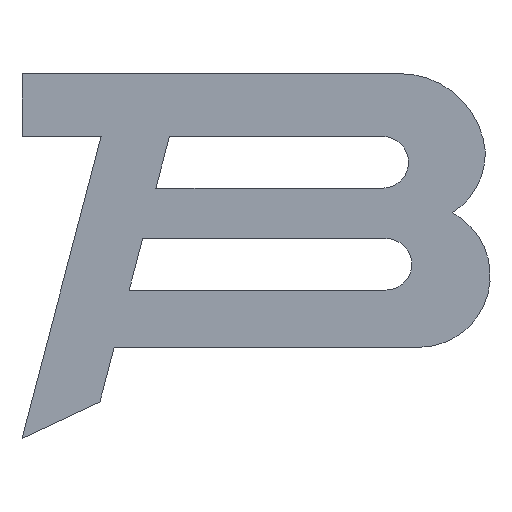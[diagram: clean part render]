
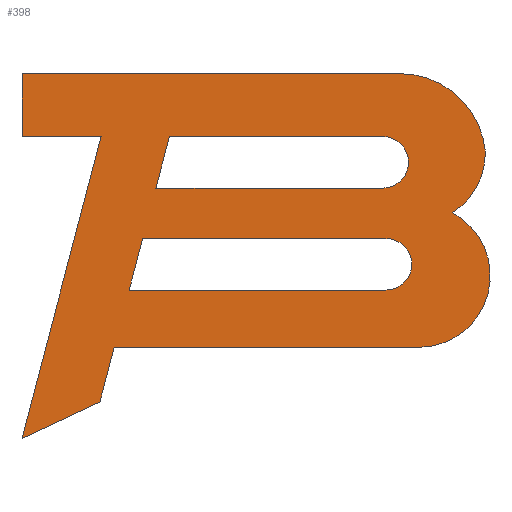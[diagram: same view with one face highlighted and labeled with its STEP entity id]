
A CAD part, top view. The second image highlights one B-rep face of the part: STEP entity #398.
In plain terms, the highlighted planar face has unit normal (0, 0, 1).
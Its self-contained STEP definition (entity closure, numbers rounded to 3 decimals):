
#14=FACE_BOUND('',#74,.T.);
#15=FACE_BOUND('',#75,.T.);
#21=CIRCLE('',#418,0.034);
#23=CIRCLE('',#424,0.034);
#25=CIRCLE('',#435,0.114);
#27=CIRCLE('',#438,0.095);
#29=CIRCLE('',#441,0.095);
#53=FACE_OUTER_BOUND('',#73,.T.);
#73=EDGE_LOOP('',(#329,#330,#331,#332,#333,#334,#335,#336,#337,#338));
#74=EDGE_LOOP('',(#339,#340,#341,#342));
#75=EDGE_LOOP('',(#343,#344,#345,#346));
#81=LINE('',#558,#125);
#84=LINE('',#564,#128);
#88=LINE('',#574,#132);
#91=LINE('',#582,#135);
#94=LINE('',#588,#138);
#98=LINE('',#598,#142);
#101=LINE('',#606,#145);
#104=LINE('',#612,#148);
#107=LINE('',#618,#151);
#110=LINE('',#624,#154);
#113=LINE('',#630,#157);
#116=LINE('',#636,#160);
#119=LINE('',#642,#163);
#125=VECTOR('',#450,0.379);
#128=VECTOR('',#455,0.379);
#132=VECTOR('',#467,0.379);
#135=VECTOR('',#472,0.379);
#138=VECTOR('',#477,0.379);
#142=VECTOR('',#489,0.379);
#145=VECTOR('',#494,0.379);
#148=VECTOR('',#499,0.379);
#151=VECTOR('',#504,0.379);
#154=VECTOR('',#509,0.379);
#157=VECTOR('',#514,0.379);
#160=VECTOR('',#519,0.379);
#163=VECTOR('',#524,0.379);
#169=VERTEX_POINT('',#555);
#170=VERTEX_POINT('',#557);
#172=VERTEX_POINT('',#563);
#174=VERTEX_POINT('',#569);
#177=VERTEX_POINT('',#579);
#178=VERTEX_POINT('',#581);
#180=VERTEX_POINT('',#587);
#182=VERTEX_POINT('',#593);
#185=VERTEX_POINT('',#603);
#186=VERTEX_POINT('',#605);
#188=VERTEX_POINT('',#611);
#190=VERTEX_POINT('',#617);
#192=VERTEX_POINT('',#623);
#194=VERTEX_POINT('',#629);
#196=VERTEX_POINT('',#635);
#198=VERTEX_POINT('',#641);
#200=VERTEX_POINT('',#647);
#202=VERTEX_POINT('',#653);
#205=EDGE_CURVE('',#170,#169,#81,.T.);
#208=EDGE_CURVE('',#172,#170,#84,.T.);
#211=EDGE_CURVE('',#174,#172,#21,.T.);
#214=EDGE_CURVE('',#169,#174,#88,.T.);
#217=EDGE_CURVE('',#178,#177,#91,.T.);
#220=EDGE_CURVE('',#180,#178,#94,.T.);
#223=EDGE_CURVE('',#182,#180,#23,.T.);
#226=EDGE_CURVE('',#177,#182,#98,.T.);
#229=EDGE_CURVE('',#186,#185,#101,.T.);
#232=EDGE_CURVE('',#188,#186,#104,.T.);
#235=EDGE_CURVE('',#190,#188,#107,.T.);
#238=EDGE_CURVE('',#192,#190,#110,.T.);
#241=EDGE_CURVE('',#194,#192,#113,.T.);
#244=EDGE_CURVE('',#196,#194,#116,.T.);
#247=EDGE_CURVE('',#198,#196,#119,.T.);
#250=EDGE_CURVE('',#200,#198,#25,.T.);
#253=EDGE_CURVE('',#202,#200,#27,.T.);
#256=EDGE_CURVE('',#185,#202,#29,.T.);
#329=ORIENTED_EDGE('',*,*,#256,.T.);
#330=ORIENTED_EDGE('',*,*,#253,.T.);
#331=ORIENTED_EDGE('',*,*,#250,.T.);
#332=ORIENTED_EDGE('',*,*,#247,.T.);
#333=ORIENTED_EDGE('',*,*,#244,.T.);
#334=ORIENTED_EDGE('',*,*,#241,.T.);
#335=ORIENTED_EDGE('',*,*,#238,.T.);
#336=ORIENTED_EDGE('',*,*,#235,.T.);
#337=ORIENTED_EDGE('',*,*,#232,.T.);
#338=ORIENTED_EDGE('',*,*,#229,.T.);
#339=ORIENTED_EDGE('',*,*,#226,.T.);
#340=ORIENTED_EDGE('',*,*,#223,.T.);
#341=ORIENTED_EDGE('',*,*,#220,.T.);
#342=ORIENTED_EDGE('',*,*,#217,.T.);
#343=ORIENTED_EDGE('',*,*,#214,.T.);
#344=ORIENTED_EDGE('',*,*,#211,.T.);
#345=ORIENTED_EDGE('',*,*,#208,.T.);
#346=ORIENTED_EDGE('',*,*,#205,.T.);
#378=PLANE('',#442);
#398=ADVANCED_FACE('',(#53,#14,#15),#378,.T.);
#418=AXIS2_PLACEMENT_3D('',#570,#461,#462);
#424=AXIS2_PLACEMENT_3D('',#594,#483,#484);
#435=AXIS2_PLACEMENT_3D('',#648,#530,#531);
#438=AXIS2_PLACEMENT_3D('',#654,#537,#538);
#441=AXIS2_PLACEMENT_3D('',#658,#544,#545);
#442=AXIS2_PLACEMENT_3D('',#659,#546,#547);
#450=DIRECTION('',(0.254,0.967,0.));
#455=DIRECTION('',(-1.,0.,0.));
#461=DIRECTION('center_axis',(0.,0.,-1.));
#462=DIRECTION('ref_axis',(0.,-1.,0.));
#467=DIRECTION('',(1.,0.,0.));
#472=DIRECTION('',(0.254,0.967,0.));
#477=DIRECTION('',(-1.,-0.001,0.));
#483=DIRECTION('center_axis',(0.,0.,-1.));
#484=DIRECTION('ref_axis',(0.001,-1.,0.));
#489=DIRECTION('',(1.,0.,0.));
#494=DIRECTION('',(1.,0.,0.));
#499=DIRECTION('',(0.254,0.967,0.));
#504=DIRECTION('',(0.906,0.423,0.));
#509=DIRECTION('',(-0.254,-0.967,0.));
#514=DIRECTION('',(1.,0.,0.));
#519=DIRECTION('',(0.,-1.,0.));
#524=DIRECTION('',(-1.,0.,0.));
#530=DIRECTION('center_axis',(0.,0.,1.));
#531=DIRECTION('ref_axis',(0.996,0.086,0.));
#537=DIRECTION('center_axis',(0.,0.,1.));
#538=DIRECTION('ref_axis',(0.541,-0.841,0.));
#544=DIRECTION('center_axis',(0.,0.,1.));
#545=DIRECTION('ref_axis',(0.,-1.,0.));
#546=DIRECTION('center_axis',(0.,0.,1.));
#547=DIRECTION('ref_axis',(1.,0.,0.));
#555=CARTESIAN_POINT('',(0.16,0.265,0.483));
#557=CARTESIAN_POINT('',(0.142,0.196,0.483));
#558=CARTESIAN_POINT('',(0.16,0.265,0.483));
#563=CARTESIAN_POINT('',(0.482,0.196,0.483));
#564=CARTESIAN_POINT('',(0.142,0.196,0.483));
#569=CARTESIAN_POINT('',(0.482,0.265,0.483));
#570=CARTESIAN_POINT('Origin',(0.482,0.231,0.483));
#574=CARTESIAN_POINT('',(0.16,0.265,0.483));
#579=CARTESIAN_POINT('',(0.195,0.4,0.483));
#581=CARTESIAN_POINT('',(0.177,0.331,0.483));
#582=CARTESIAN_POINT('',(0.195,0.4,0.483));
#587=CARTESIAN_POINT('',(0.478,0.331,0.483));
#588=CARTESIAN_POINT('',(0.177,0.331,0.483));
#593=CARTESIAN_POINT('',(0.478,0.4,0.483));
#594=CARTESIAN_POINT('Origin',(0.478,0.366,0.483));
#598=CARTESIAN_POINT('',(0.195,0.4,0.483));
#603=CARTESIAN_POINT('',(0.525,0.121,0.483));
#605=CARTESIAN_POINT('',(0.122,0.121,0.483));
#606=CARTESIAN_POINT('',(0.122,0.121,0.483));
#611=CARTESIAN_POINT('',(0.103,0.048,0.483));
#612=CARTESIAN_POINT('',(0.122,0.121,0.483));
#617=CARTESIAN_POINT('',(0.,0.,0.483));
#618=CARTESIAN_POINT('',(0.,0.,0.483));
#623=CARTESIAN_POINT('',(0.105,0.4,0.483));
#624=CARTESIAN_POINT('',(0.105,0.4,0.483));
#629=CARTESIAN_POINT('',(0.,0.4,0.483));
#630=CARTESIAN_POINT('',(0.,0.4,0.483));
#635=CARTESIAN_POINT('',(0.,0.483,0.483));
#636=CARTESIAN_POINT('',(0.,0.483,0.483));
#641=CARTESIAN_POINT('',(0.5,0.483,0.483));
#642=CARTESIAN_POINT('',(0.5,0.483,0.483));
#647=CARTESIAN_POINT('',(0.614,0.379,0.483));
#648=CARTESIAN_POINT('Origin',(0.5,0.369,0.483));
#653=CARTESIAN_POINT('',(0.57,0.299,0.483));
#654=CARTESIAN_POINT('Origin',(0.519,0.379,0.483));
#658=CARTESIAN_POINT('Origin',(0.525,0.215,0.483));
#659=CARTESIAN_POINT('Origin',(0.31,0.242,0.483));
